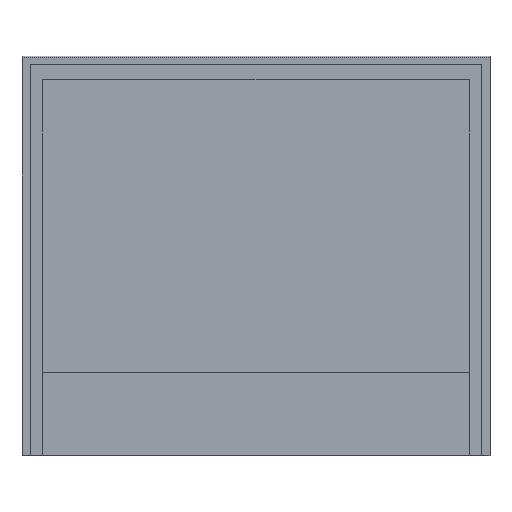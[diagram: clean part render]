
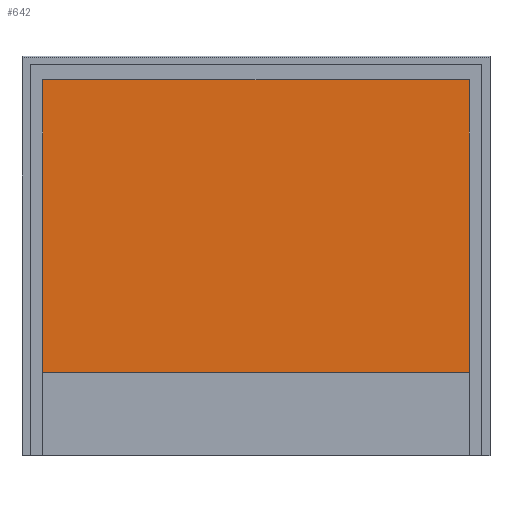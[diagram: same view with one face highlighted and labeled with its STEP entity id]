
A CAD part, top view. The second image highlights one B-rep face of the part: STEP entity #642.
In plain terms, the highlighted planar face has unit normal (0, 0, 1).
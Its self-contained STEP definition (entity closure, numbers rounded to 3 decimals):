
#42=CARTESIAN_POINT('',(-24.,158.2,419.1));
#43=VERTEX_POINT('',#42);
#50=CARTESIAN_POINT('',(-24.,268.2,419.1));
#51=VERTEX_POINT('',#50);
#52=CARTESIAN_POINT('',(-24.,268.2,419.1));
#53=DIRECTION('',(-0.,-1.,-0.));
#54=VECTOR('',#53,110.);
#55=LINE('',#52,#54);
#56=EDGE_CURVE('',#51,#43,#55,.T.);
#612=CARTESIAN_POINT('',(0.5,250.2,419.1));
#613=DIRECTION('',(-0.,0.,-1.));
#614=DIRECTION('',(-0.,-1.,-0.));
#615=AXIS2_PLACEMENT_3D('',#612,#613,#614);
#616=PLANE('',#615);
#617=ORIENTED_EDGE('',*,*,#56,.T.);
#618=CARTESIAN_POINT('',(136.5,158.2,419.1));
#619=VERTEX_POINT('',#618);
#620=CARTESIAN_POINT('',(-24.,158.2,419.1));
#621=DIRECTION('',(1.,0.,-0.));
#622=VECTOR('',#621,160.5);
#623=LINE('',#620,#622);
#624=EDGE_CURVE('',#43,#619,#623,.T.);
#625=ORIENTED_EDGE('',*,*,#624,.T.);
#626=CARTESIAN_POINT('',(136.5,268.2,419.1));
#627=VERTEX_POINT('',#626);
#628=CARTESIAN_POINT('',(136.5,158.2,419.1));
#629=DIRECTION('',(0.,1.,0.));
#630=VECTOR('',#629,110.);
#631=LINE('',#628,#630);
#632=EDGE_CURVE('',#619,#627,#631,.T.);
#633=ORIENTED_EDGE('',*,*,#632,.T.);
#634=CARTESIAN_POINT('',(136.5,268.2,419.1));
#635=DIRECTION('',(-1.,0.,0.));
#636=VECTOR('',#635,160.5);
#637=LINE('',#634,#636);
#638=EDGE_CURVE('',#627,#51,#637,.T.);
#639=ORIENTED_EDGE('',*,*,#638,.T.);
#640=EDGE_LOOP('',(#617,#625,#633,#639));
#641=FACE_BOUND('',#640,.T.);
#642=ADVANCED_FACE('',(#641),#616,.F.);
